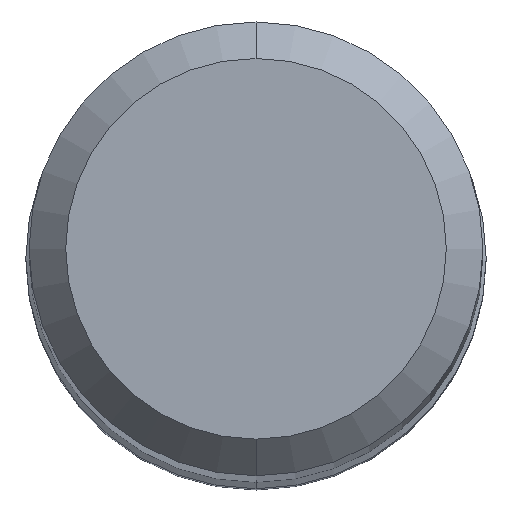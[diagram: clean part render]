
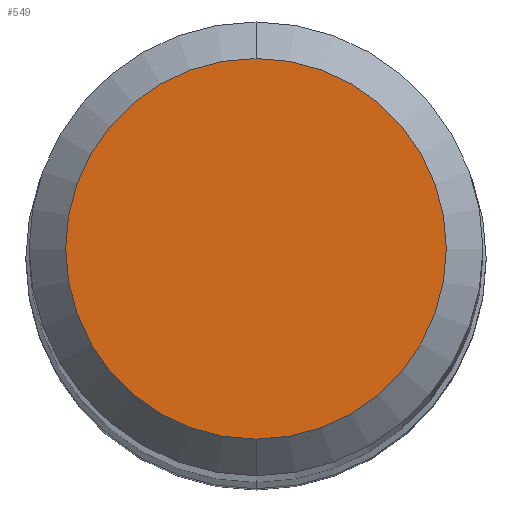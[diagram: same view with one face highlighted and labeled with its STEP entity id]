
A CAD part, top view. The second image highlights one B-rep face of the part: STEP entity #549.
In plain terms, the highlighted planar face has unit normal (0, 0, 1).
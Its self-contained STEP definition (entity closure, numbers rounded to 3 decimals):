
#221=EDGE_CURVE('',#223,#557,#609,.T.);
#223=VERTEX_POINT('',#611);
#241=EDGE_CURVE('',#557,#223,#631,.T.);
#549=ADVANCED_FACE('',(#974),#975,.T.);
#557=VERTEX_POINT('',#983);
#609=CIRCLE('',#1031,2.067);
#611=CARTESIAN_POINT('',(0.,-2.067,0.0));
#631=CIRCLE('',#1060,2.067);
#974=FACE_OUTER_BOUND('',#1715,.T.);
#975=PLANE('',#1716);
#983=CARTESIAN_POINT('',(0.0,2.067,0.0));
#1031=AXIS2_PLACEMENT_3D('',#1786,#1787,#1788);
#1060=AXIS2_PLACEMENT_3D('',#1814,#1815,#1816);
#1715=EDGE_LOOP('',(#2221,#2222));
#1716=AXIS2_PLACEMENT_3D('',#2223,#2224,#2225);
#1786=CARTESIAN_POINT('',(0.0,0.0,0.0));
#1787=DIRECTION('',(0.0,0.0,-1.0));
#1788=DIRECTION('',(0.0,1.0,0.0));
#1814=CARTESIAN_POINT('',(0.0,0.0,0.0));
#1815=DIRECTION('',(0.0,0.0,-1.0));
#1816=DIRECTION('',(0.0,1.0,0.0));
#2221=ORIENTED_EDGE('',*,*,#241,.F.);
#2222=ORIENTED_EDGE('',*,*,#221,.F.);
#2223=CARTESIAN_POINT('',(0.0,1.034,0.0));
#2224=DIRECTION('',(-0.0,0.0,1.0));
#2225=DIRECTION('',(0.0,-1.0,0.0));
